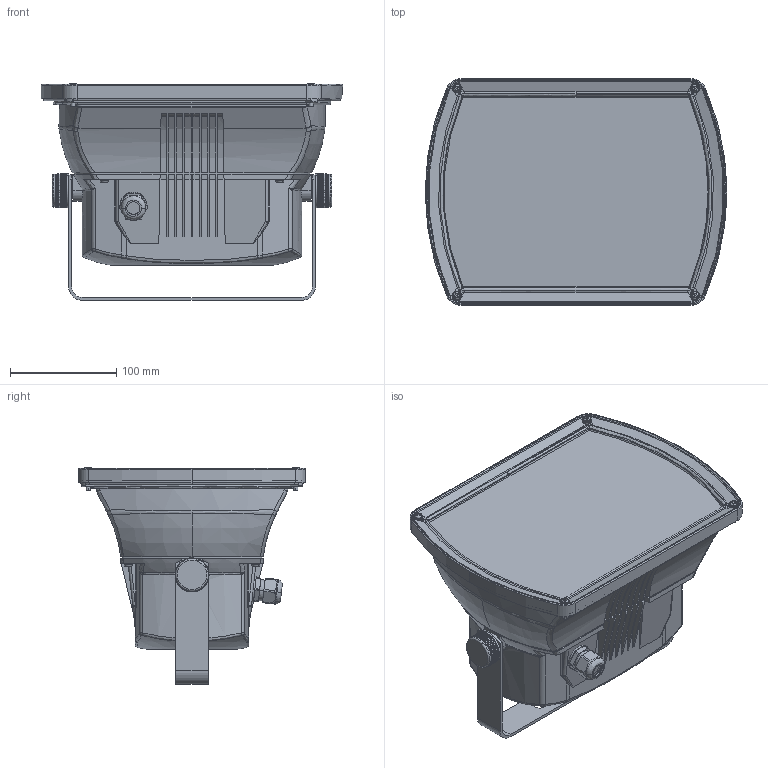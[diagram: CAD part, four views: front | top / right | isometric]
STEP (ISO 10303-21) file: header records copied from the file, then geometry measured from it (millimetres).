
FILE_DESCRIPTION (( 'STEP AP214' ), '1' );
FILE_NAME ('LPHO02-150-02-K03 Ïðîæåêòîð ÃÎ02-150-02 150Âò Rx7s ñåðûé àñèììåòðè÷íûé IP65 ÈÝÊ.STEP', '2017-09-20T13:11:24', ( '' ), ( '' ), 'SwSTEP 2.0', 'SolidWorks 2014', '' );
FILE_SCHEMA (( 'AUTOMOTIVE_DESIGN' ));
Length unit declared in the file: millimetre
Products named in the file (1): LPHO02-150-02-K03 Ïðîæåêòîð ÃÎ02-150-02 150Âò Rx7s ñåðûé àñèììåòðè÷íûé  IP65 ÈÝÊ
Bounding box: 283 x 213 x 203.8 mm (x, y, z)
Volume: 4905632.6 mm3; surface area: 285542.5 mm2
Topology: 2 solids, 3 shells, 1605 faces, 4338 edges, 2757 vertices
Faces by surface type: plane 933, bspline 331, cylinder 247, torus 57, cone 33, sphere 4
Entity records: 59672 total; most frequent: CARTESIAN_POINT 21204, ORIENTED_EDGE 8644, DIRECTION 7510, EDGE_CURVE 4322, AXIS2_PLACEMENT_3D 2774, VERTEX_POINT 2757, VECTOR 1962, LINE 1962
